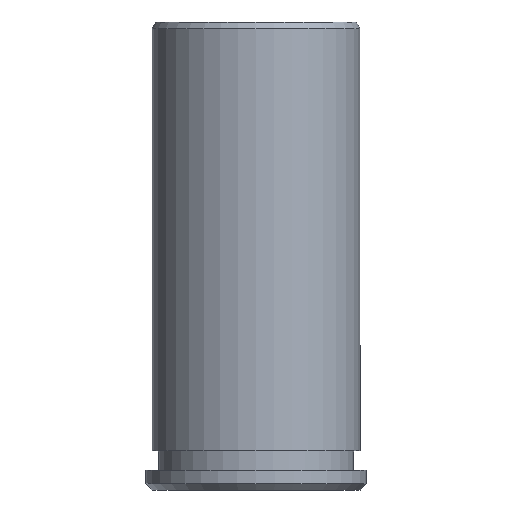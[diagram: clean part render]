
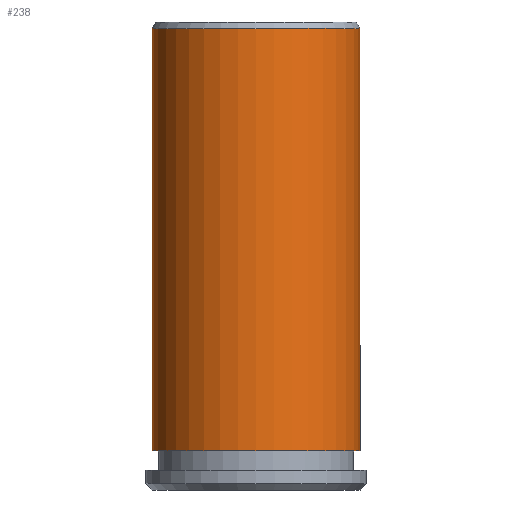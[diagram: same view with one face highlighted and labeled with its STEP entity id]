
A CAD part, left-side view. The second image highlights one B-rep face of the part: STEP entity #238.
In plain terms, the highlighted cylindrical face has radius 8 mm (diameter 16 mm), a partial arc.
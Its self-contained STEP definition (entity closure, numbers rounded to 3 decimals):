
#108=EDGE_CURVE('NONE',#134,#120,#280,.T.);
#120=VERTEX_POINT('NONE',#293);
#128=EDGE_CURVE('NONE',#220,#176,#302,.T.);
#134=VERTEX_POINT('NONE',#308);
#146=EDGE_CURVE('NONE',#120,#176,#320,.T.);
#176=VERTEX_POINT('NONE',#354);
#194=EDGE_CURVE('NONE',#134,#220,#376,.T.);
#220=VERTEX_POINT('NONE',#404);
#238=ADVANCED_FACE('NONE',(#425),#426,.T.);
#280=CIRCLE('',#463,8.);
#293=CARTESIAN_POINT('',(0.,8.,35.5));
#302=CIRCLE('',#493,8.0);
#308=CARTESIAN_POINT('',(0.0,-8.,35.5));
#320=LINE('',#522,#523);
#354=CARTESIAN_POINT('',(0.,8.0,3.0));
#376=LINE('',#593,#594);
#404=CARTESIAN_POINT('',(0.0,-8.0,3.0));
#425=FACE_OUTER_BOUND('',#655,.T.);
#426=CYLINDRICAL_SURFACE('',#656,8.0);
#463=AXIS2_PLACEMENT_3D('',#701,#702,#703);
#493=AXIS2_PLACEMENT_3D('',#731,#732,#733);
#522=CARTESIAN_POINT('',(0.,8.0,-1.136));
#523=VECTOR('',#744,1000.0);
#593=CARTESIAN_POINT('',(0.0,-8.0,-1.136));
#594=VECTOR('',#817,1000.0);
#655=EDGE_LOOP('',(#864,#865,#866,#867));
#656=AXIS2_PLACEMENT_3D('',#868,#869,#870);
#701=CARTESIAN_POINT('',(0.0,0.0,35.5));
#702=DIRECTION('',(0.0,0.0,-1.0));
#703=DIRECTION('',(0.0,-1.0,0.0));
#731=CARTESIAN_POINT('',(0.0,0.0,3.0));
#732=DIRECTION('',(0.0,0.0,-1.0));
#733=DIRECTION('',(0.0,-1.0,0.0));
#744=DIRECTION('',(0.0,0.0,-1.0));
#817=DIRECTION('',(0.0,0.0,-1.0));
#864=ORIENTED_EDGE('',*,*,#108,.T.);
#865=ORIENTED_EDGE('',*,*,#146,.T.);
#866=ORIENTED_EDGE('',*,*,#128,.F.);
#867=ORIENTED_EDGE('',*,*,#194,.F.);
#868=CARTESIAN_POINT('',(0.0,0.0,-1.136));
#869=DIRECTION('',(0.0,-0.0,-1.0));
#870=DIRECTION('',(0.0,-1.0,0.0));
